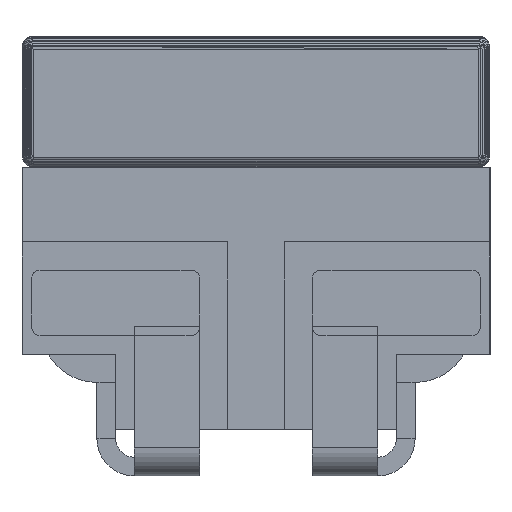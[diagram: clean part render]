
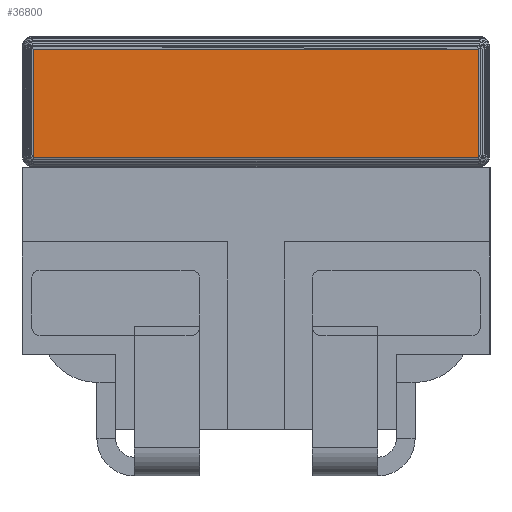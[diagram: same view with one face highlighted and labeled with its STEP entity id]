
A CAD part, left-side view. The second image highlights one B-rep face of the part: STEP entity #36800.
In plain terms, the highlighted planar face has unit normal (-1, 0, 0).
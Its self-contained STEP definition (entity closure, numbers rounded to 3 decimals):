
#33986 = VERTEX_POINT('',#33987);
#33987 = CARTESIAN_POINT('',(-1.599,1.19,
    1.7));
#33995 = VERTEX_POINT('',#33996);
#33996 = CARTESIAN_POINT('',(-1.599,-1.19,
    1.7));
#34002 = EDGE_CURVE('',#33986,#33995,#34003,.T.);
#34003 = LINE('',#34004,#34005);
#34004 = CARTESIAN_POINT('',(-1.599,1.19,
    1.7));
#34005 = VECTOR('',#34006,1.);
#34006 = DIRECTION('',(0.,-1.,0.));
#36800 = ADVANCED_FACE('',(#36801),#36826,.T.);
#36801 = FACE_BOUND('',#36802,.T.);
#36802 = EDGE_LOOP('',(#36803,#36811,#36812,#36820));
#36803 = ORIENTED_EDGE('',*,*,#36804,.T.);
#36804 = EDGE_CURVE('',#36805,#33986,#36807,.T.);
#36805 = VERTEX_POINT('',#36806);
#36806 = CARTESIAN_POINT('',(-1.599,1.19,
    2.28));
#36807 = LINE('',#36808,#36809);
#36808 = CARTESIAN_POINT('',(-1.599,1.19,
    2.28));
#36809 = VECTOR('',#36810,1.);
#36810 = DIRECTION('',(0.,0.,-1.));
#36811 = ORIENTED_EDGE('',*,*,#34002,.T.);
#36812 = ORIENTED_EDGE('',*,*,#36813,.F.);
#36813 = EDGE_CURVE('',#36814,#33995,#36816,.T.);
#36814 = VERTEX_POINT('',#36815);
#36815 = CARTESIAN_POINT('',(-1.599,-1.19,
    2.28));
#36816 = LINE('',#36817,#36818);
#36817 = CARTESIAN_POINT('',(-1.599,-1.19,
    2.28));
#36818 = VECTOR('',#36819,1.);
#36819 = DIRECTION('',(0.,0.,-1.));
#36820 = ORIENTED_EDGE('',*,*,#36821,.F.);
#36821 = EDGE_CURVE('',#36805,#36814,#36822,.T.);
#36822 = LINE('',#36823,#36824);
#36823 = CARTESIAN_POINT('',(-1.599,1.19,
    2.28));
#36824 = VECTOR('',#36825,1.);
#36825 = DIRECTION('',(0.,-1.,0.));
#36826 = PLANE('',#36827);
#36827 = AXIS2_PLACEMENT_3D('',#36828,#36829,#36830);
#36828 = CARTESIAN_POINT('',(-1.599,0.,1.99));
#36829 = DIRECTION('',(-1.,-0.,-0.));
#36830 = DIRECTION('',(0.,0.,-1.));
